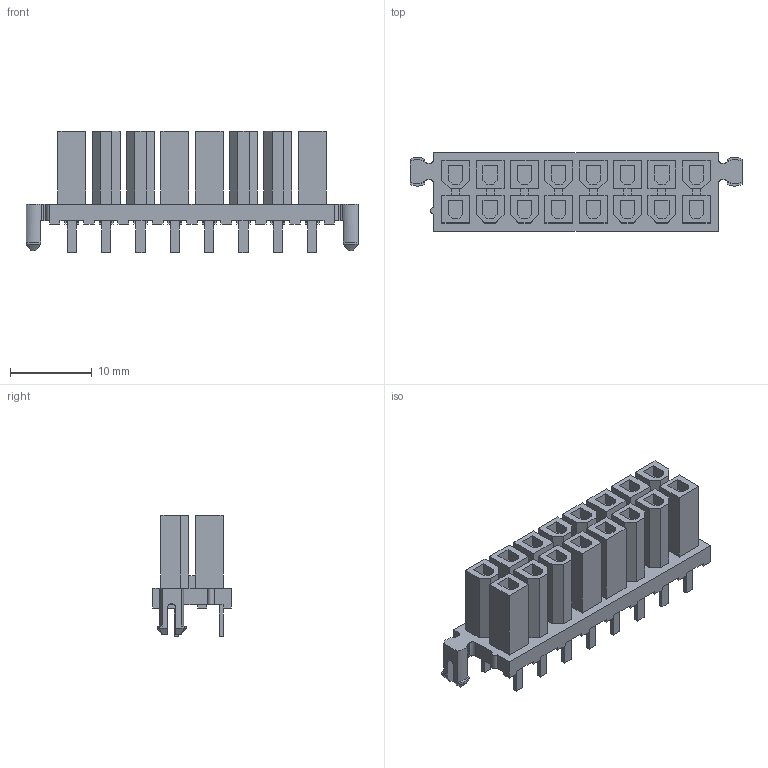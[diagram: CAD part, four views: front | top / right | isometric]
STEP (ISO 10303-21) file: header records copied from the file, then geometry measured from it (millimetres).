
FILE_DESCRIPTION((''),'2;1');
FILE_NAME('015247161','2016-08-26T',('rlalsangi'),(''),'PRO/ENGINEER BY PARAMETRIC TECHNOLOGY CORPORATION, 2012310','PRO/ENGINEER BY PARAMETRIC TECHNOLOGY CORPORATION, 2012310','');
FILE_SCHEMA(('CONFIG_CONTROL_DESIGN'));
Length unit declared in the file: millimetre
Products named in the file (1): 015247161
Bounding box: 40.6 x 9.6 x 14.83 mm (x, y, z)
Volume: 2283.1 mm3; surface area: 3285.9 mm2
Topology: 1 solids, 1 shells, 604 faces, 1616 edges, 1088 vertices
Faces by surface type: plane 581, cylinder 19, cone 4
Entity records: 18519 total; most frequent: CARTESIAN_POINT 3301, ORIENTED_EDGE 3156, DIRECTION 2904, EDGE_CURVE 1578, VECTOR 1522, LINE 1522, VERTEX_POINT 1048, AXIS2_PLACEMENT_3D 691
